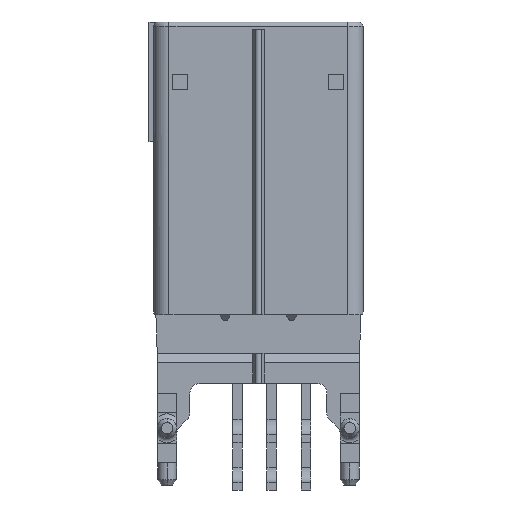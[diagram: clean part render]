
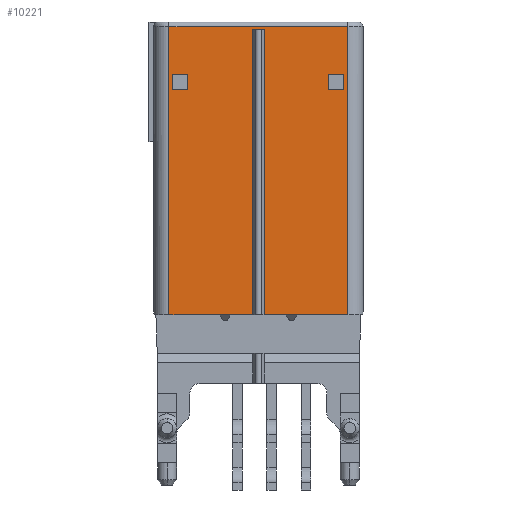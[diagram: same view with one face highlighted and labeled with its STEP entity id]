
A CAD part, front view. The second image highlights one B-rep face of the part: STEP entity #10221.
In plain terms, the highlighted planar face has unit normal (0, -1, 0).
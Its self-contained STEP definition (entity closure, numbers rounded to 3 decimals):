
#2024=DIRECTION('',(1.,0.,0.));
#2025=VECTOR('',#2024,4.4);
#2026=CARTESIAN_POINT('',(-4.7,-4.5,-15.4));
#2027=LINE('',#2026,#2025);
#2041=DIRECTION('',(1.,0.,0.));
#2042=VECTOR('',#2041,4.4);
#2043=CARTESIAN_POINT('',(0.3,-4.5,-15.4));
#2044=LINE('',#2043,#2042);
#3575=DIRECTION('',(1.,0.,0.));
#3576=VECTOR('',#3575,0.8);
#3577=CARTESIAN_POINT('',(-4.5,-4.5,-3.55));
#3578=LINE('',#3577,#3576);
#3579=DIRECTION('',(0.,0.,1.));
#3580=VECTOR('',#3579,0.8);
#3581=CARTESIAN_POINT('',(-3.7,-4.5,-3.55));
#3582=LINE('',#3581,#3580);
#3583=DIRECTION('',(-1.,0.,0.));
#3584=VECTOR('',#3583,0.8);
#3585=CARTESIAN_POINT('',(-3.7,-4.5,-2.75));
#3586=LINE('',#3585,#3584);
#3587=DIRECTION('',(0.,0.,-1.));
#3588=VECTOR('',#3587,0.8);
#3589=CARTESIAN_POINT('',(-4.5,-4.5,-2.75));
#3590=LINE('',#3589,#3588);
#3591=DIRECTION('',(1.,0.,0.));
#3592=VECTOR('',#3591,0.8);
#3593=CARTESIAN_POINT('',(3.7,-4.5,-3.55));
#3594=LINE('',#3593,#3592);
#3595=DIRECTION('',(0.,0.,1.));
#3596=VECTOR('',#3595,0.8);
#3597=CARTESIAN_POINT('',(4.5,-4.5,-3.55));
#3598=LINE('',#3597,#3596);
#3599=DIRECTION('',(-1.,0.,0.));
#3600=VECTOR('',#3599,0.8);
#3601=CARTESIAN_POINT('',(4.5,-4.5,-2.75));
#3602=LINE('',#3601,#3600);
#3603=DIRECTION('',(0.,0.,-1.));
#3604=VECTOR('',#3603,0.8);
#3605=CARTESIAN_POINT('',(3.7,-4.5,-2.75));
#3606=LINE('',#3605,#3604);
#3607=DIRECTION('',(1.,0.,0.));
#3608=VECTOR('',#3607,9.4);
#3609=CARTESIAN_POINT('',(-4.7,-4.5,-0.25));
#3610=LINE('',#3609,#3608);
#3611=DIRECTION('',(0.,0.,1.));
#3612=VECTOR('',#3611,15.15);
#3613=CARTESIAN_POINT('',(4.7,-4.5,-15.4));
#3614=LINE('',#3613,#3612);
#3615=DIRECTION('',(0.,0.,-1.));
#3616=VECTOR('',#3615,15.);
#3617=CARTESIAN_POINT('',(0.3,-4.5,-0.4));
#3618=LINE('',#3617,#3616);
#3619=DIRECTION('',(-1.,0.,0.));
#3620=VECTOR('',#3619,0.6);
#3621=CARTESIAN_POINT('',(0.3,-4.5,-0.4));
#3622=LINE('',#3621,#3620);
#3623=DIRECTION('',(0.,0.,-1.));
#3624=VECTOR('',#3623,15.);
#3625=CARTESIAN_POINT('',(-0.3,-4.5,-0.4));
#3626=LINE('',#3625,#3624);
#3627=DIRECTION('',(0.,0.,1.));
#3628=VECTOR('',#3627,15.15);
#3629=CARTESIAN_POINT('',(-4.7,-4.5,-15.4));
#3630=LINE('',#3629,#3628);
#4751=CARTESIAN_POINT('',(0.3,-4.5,-0.4));
#4752=CARTESIAN_POINT('',(-0.3,-4.5,-0.4));
#4753=VERTEX_POINT('',#4751);
#4754=VERTEX_POINT('',#4752);
#4755=CARTESIAN_POINT('',(-0.3,-4.5,-15.4));
#4756=VERTEX_POINT('',#4755);
#4757=CARTESIAN_POINT('',(0.3,-4.5,-15.4));
#4758=VERTEX_POINT('',#4757);
#5030=CARTESIAN_POINT('',(-4.7,-4.5,-15.4));
#5032=VERTEX_POINT('',#5030);
#5033=CARTESIAN_POINT('',(4.7,-4.5,-15.4));
#5035=VERTEX_POINT('',#5033);
#5549=CARTESIAN_POINT('',(-4.5,-4.5,-3.55));
#5550=CARTESIAN_POINT('',(-3.7,-4.5,-3.55));
#5551=VERTEX_POINT('',#5549);
#5552=VERTEX_POINT('',#5550);
#5553=CARTESIAN_POINT('',(-3.7,-4.5,-2.75));
#5554=VERTEX_POINT('',#5553);
#5555=CARTESIAN_POINT('',(-4.5,-4.5,-2.75));
#5556=VERTEX_POINT('',#5555);
#5557=CARTESIAN_POINT('',(3.7,-4.5,-3.55));
#5558=CARTESIAN_POINT('',(4.5,-4.5,-3.55));
#5559=VERTEX_POINT('',#5557);
#5560=VERTEX_POINT('',#5558);
#5561=CARTESIAN_POINT('',(4.5,-4.5,-2.75));
#5562=VERTEX_POINT('',#5561);
#5563=CARTESIAN_POINT('',(3.7,-4.5,-2.75));
#5564=VERTEX_POINT('',#5563);
#5591=CARTESIAN_POINT('',(4.7,-4.5,-0.25));
#5592=VERTEX_POINT('',#5591);
#5595=CARTESIAN_POINT('',(-4.7,-4.5,-0.25));
#5596=VERTEX_POINT('',#5595);
#10183=CARTESIAN_POINT('',(-6.3,-4.5,0.));
#10184=DIRECTION('',(0.,-1.,0.));
#10185=DIRECTION('',(1.,0.,0.));
#10186=AXIS2_PLACEMENT_3D('',#10183,#10184,#10185);
#10187=PLANE('',#10186);
#10188=ORIENTED_EDGE('',*,*,#9731,.T.);
#10189=ORIENTED_EDGE('',*,*,#10178,.F.);
#10190=ORIENTED_EDGE('',*,*,#7915,.F.);
#10192=ORIENTED_EDGE('',*,*,#10191,.F.);
#10194=ORIENTED_EDGE('',*,*,#10193,.T.);
#10196=ORIENTED_EDGE('',*,*,#10195,.T.);
#10197=ORIENTED_EDGE('',*,*,#7907,.F.);
#10198=ORIENTED_EDGE('',*,*,#9699,.T.);
#10199=EDGE_LOOP('',(#10188,#10189,#10190,#10192,#10194,#10196,#10197,#10198));
#10200=FACE_OUTER_BOUND('',#10199,.F.);
#10202=ORIENTED_EDGE('',*,*,#10201,.T.);
#10204=ORIENTED_EDGE('',*,*,#10203,.T.);
#10206=ORIENTED_EDGE('',*,*,#10205,.T.);
#10208=ORIENTED_EDGE('',*,*,#10207,.T.);
#10209=EDGE_LOOP('',(#10202,#10204,#10206,#10208));
#10210=FACE_BOUND('',#10209,.F.);
#10212=ORIENTED_EDGE('',*,*,#10211,.T.);
#10214=ORIENTED_EDGE('',*,*,#10213,.T.);
#10216=ORIENTED_EDGE('',*,*,#10215,.T.);
#10218=ORIENTED_EDGE('',*,*,#10217,.T.);
#10219=EDGE_LOOP('',(#10212,#10214,#10216,#10218));
#10220=FACE_BOUND('',#10219,.F.);
#7907=EDGE_CURVE('',#5032,#4756,#2027,.T.);
#7915=EDGE_CURVE('',#4758,#5035,#2044,.T.);
#9699=EDGE_CURVE('',#5032,#5596,#3630,.T.);
#9731=EDGE_CURVE('',#5596,#5592,#3610,.T.);
#10178=EDGE_CURVE('',#5035,#5592,#3614,.T.);
#10191=EDGE_CURVE('',#4753,#4758,#3618,.T.);
#10193=EDGE_CURVE('',#4753,#4754,#3622,.T.);
#10195=EDGE_CURVE('',#4754,#4756,#3626,.T.);
#10201=EDGE_CURVE('',#5559,#5560,#3594,.T.);
#10203=EDGE_CURVE('',#5560,#5562,#3598,.T.);
#10205=EDGE_CURVE('',#5562,#5564,#3602,.T.);
#10207=EDGE_CURVE('',#5564,#5559,#3606,.T.);
#10211=EDGE_CURVE('',#5551,#5552,#3578,.T.);
#10213=EDGE_CURVE('',#5552,#5554,#3582,.T.);
#10215=EDGE_CURVE('',#5554,#5556,#3586,.T.);
#10217=EDGE_CURVE('',#5556,#5551,#3590,.T.);
#10221=ADVANCED_FACE('',(#10200,#10210,#10220),#10187,.T.);
